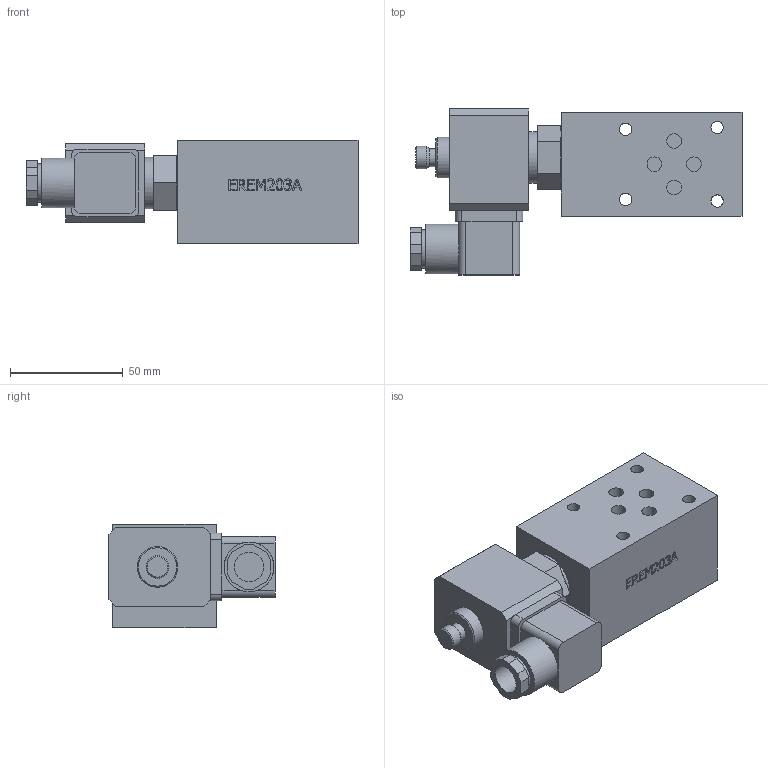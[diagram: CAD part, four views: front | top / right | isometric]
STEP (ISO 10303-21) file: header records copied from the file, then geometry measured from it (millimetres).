
FILE_DESCRIPTION(/* description */ (''),/* implementation_level */ '2;1');
FILE_NAME(/* name */ 'EREM203A.stp',/* time_stamp */ '2016-05-10T16:19:11+02:00',/* author */ ('Lemoine2'),/* organization */ (''),/* preprocessor_version */ 'ST-DEVELOPER v16.1',/* originating_system */ 'Autodesk Inventor 2016',/* authorisation */ '');
FILE_SCHEMA (('AUTOMOTIVE_DESIGN { 1 0 10303 214 3 1 1 }'));
Length unit declared in the file: millimetre
Products named in the file (1): EREM203A
Bounding box: 146.95 x 73.5 x 46 mm (x, y, z)
Volume: 253011.1 mm3; surface area: 41937.4 mm2
Topology: 5 solids, 5 shells, 246 faces, 617 edges, 415 vertices
Faces by surface type: plane 157, bspline 49, cylinder 35, cone 5
Full cylindrical faces by diameter (mm): 5.5 x4, 6.5 x8, 8 x1, 9.971 x1, 12 x4, 13 x1, 17 x1, 18 x1, 19.052 x1, 22 x1, 22.8 x1, 24 x1, 28 x1
Entity records: 7526 total; most frequent: CARTESIAN_POINT 1885, ORIENTED_EDGE 1142, DIRECTION 940, EDGE_CURVE 571, VERTEX_POINT 399, LINE 392, VECTOR 392, EDGE_LOOP 318
